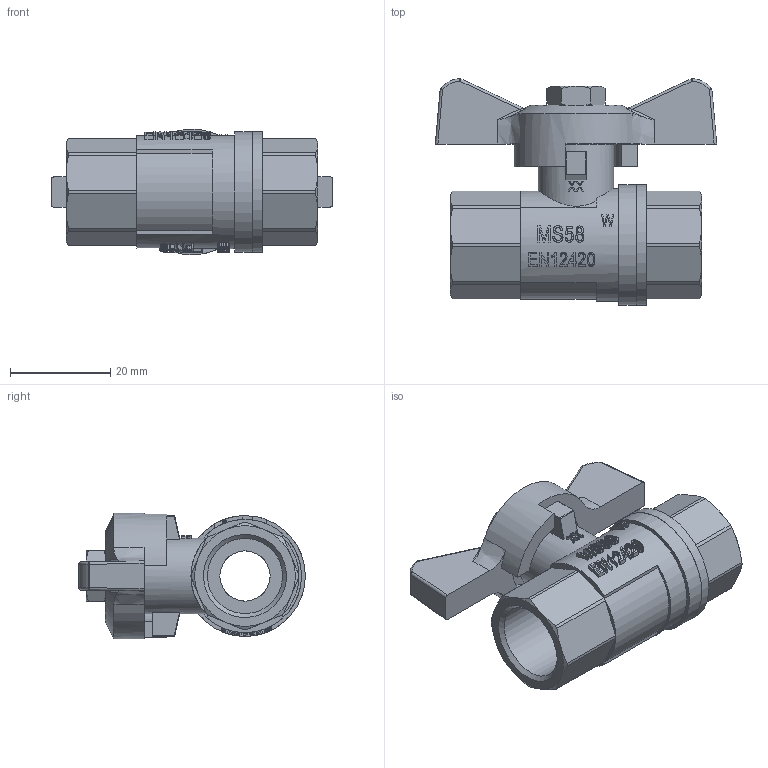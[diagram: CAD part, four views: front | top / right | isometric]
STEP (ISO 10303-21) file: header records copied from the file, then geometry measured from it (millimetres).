
FILE_DESCRIPTION(/* description */ ('Unknown'),/* implementation_level */ '2;1');
FILE_NAME(/* name */ '766-03',/* time_stamp */ '2022-08-09T09:15:13+02:00',/* author */ ('Unknown'),/* organization */ ('Unknown'),/* preprocessor_version */ 'ST-DEVELOPER v16.7',/* originating_system */ 'Solid Edge',/* authorisation */ 'Unknown');
FILE_SCHEMA (('AP242_MANAGED_MODEL_BASED_3D_ENGINEERING_MIM_LF { 1 0 10303 442 1 1 4 }','AUTOMOTIVE_DESIGN {1 0 10303 214 3 1 1}'));
Length unit declared in the file: millimetre
Products named in the file (9): 2.766.012; 756B-1_4-3_8-Spindel_zus._oa_0; 756-1_4-Stopfbuchse; 756B-1_4-3_8-Spindel; 756B-3_8-Körper-zus._oa_1; 756B-3_8-Einschraubteil; 756B-3_8 Körper-zus.; Flügelgriff 1_4 - 3_4; 620-1_4-Mutter-Fl.G.
Assembly tree (8 placements, depth 3):
  2.766.012
    756B-1_4-3_8-Spindel_zus._oa_0
      756-1_4-Stopfbuchse
      756B-1_4-3_8-Spindel
    756B-3_8-Körper-zus._oa_1
      756B-3_8-Einschraubteil
      756B-3_8 Körper-zus.
    Flügelgriff 1_4 - 3_4
    620-1_4-Mutter-Fl.G.
Bounding box: 56 x 45.1 x 25 mm (x, y, z)
Volume: 16405.9 mm3; surface area: 13942 mm2
Topology: 6 solids, 6 shells, 1248 faces, 3443 edges, 2269 vertices
Faces by surface type: plane 1055, cylinder 116, cone 48, bspline 18, sphere 10, torus 1
Full cylindrical faces by diameter (mm): 5 x1, 6.3 x1, 8 x3, 8.1 x1, 9 x1, 10 x3, 10.5 x1, 10.92 x1, 12 x1, 14.95 x3, 15 x1, 16 x3, 18.376 x2, 18.5 x1, 20 x1, 20.2 x1, 22.5 x1, 24 x2
Entity records: 50788 total; most frequent: CARTESIAN_POINT 9395, DIRECTION 7726, ORIENTED_EDGE 6770, EDGE_CURVE 3385, AXIS2_PLACEMENT_3D 3209, VERTEX_POINT 2256, ELLIPSE 1610, EDGE_LOOP 1367
